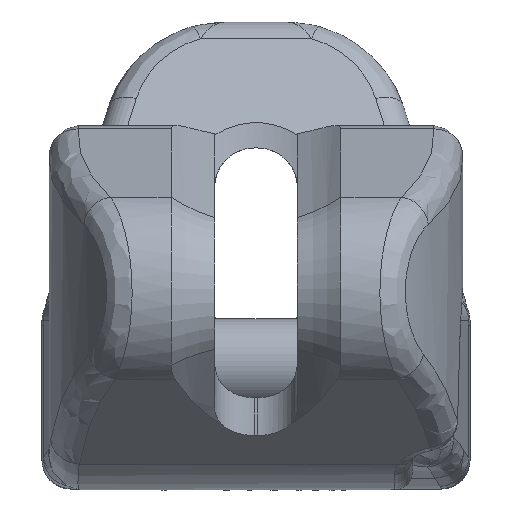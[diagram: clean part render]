
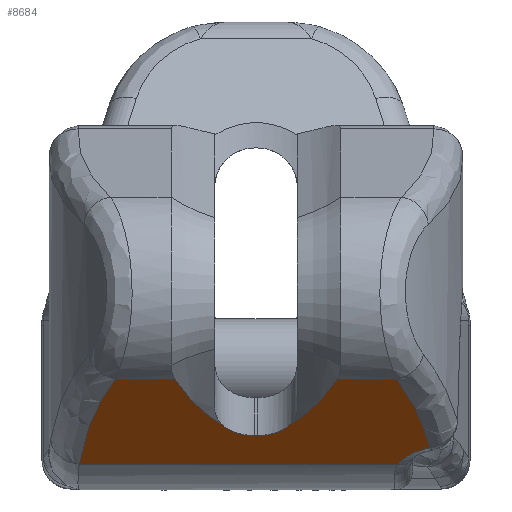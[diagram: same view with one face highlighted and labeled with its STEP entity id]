
A CAD part, front view. The second image highlights one B-rep face of the part: STEP entity #8684.
In plain terms, the highlighted planar face has unit normal (0, -0.5, -0.866).
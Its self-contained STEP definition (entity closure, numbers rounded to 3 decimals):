
#283=CARTESIAN_POINT('',(15.819,-56.444,-19.154));
#835=CARTESIAN_POINT('',(15.819,-56.444,-19.154));
#836=CARTESIAN_POINT('',(15.882,-56.591,-19.069));
#837=CARTESIAN_POINT('',(16.022,-56.877,-18.904));
#838=CARTESIAN_POINT('',(16.264,-57.276,-18.673));
#839=CARTESIAN_POINT('',(16.536,-57.649,-18.458));
#840=CARTESIAN_POINT('',(16.837,-57.996,-18.257));
#841=CARTESIAN_POINT('',(17.166,-58.318,-18.071));
#842=CARTESIAN_POINT('',(17.523,-58.617,-17.898));
#843=CARTESIAN_POINT('',(17.912,-58.892,-17.739));
#844=CARTESIAN_POINT('',(18.335,-59.143,-17.594));
#845=CARTESIAN_POINT('',(18.796,-59.369,-17.463));
#846=CARTESIAN_POINT('',(19.133,-59.5,-17.387));
#847=CARTESIAN_POINT('',(19.309,-59.56,-17.353));
#849=DIRECTION('',(-1.,0.,0.));
#850=VECTOR('',#849,35.462);
#851=CARTESIAN_POINT('',(15.819,-56.444,-19.154));
#852=LINE('',#851,#850);
#853=DIRECTION('',(-1.,0.,0.));
#854=VECTOR('',#853,6.663);
#855=CARTESIAN_POINT('',(-9.001,-72.805,
-9.697));
#856=LINE('',#855,#854);
#857=DIRECTION('',(1.,0.,0.));
#858=VECTOR('',#857,6.663);
#859=CARTESIAN_POINT('',(9.001,-72.805,-9.697));
#860=LINE('',#859,#858);
#861=CARTESIAN_POINT('',(15.664,-72.805,-9.697));
#862=CARTESIAN_POINT('',(16.26,-71.397,-10.511));
#863=CARTESIAN_POINT('',(17.324,-68.538,-12.163));
#864=CARTESIAN_POINT('',(18.547,-64.098,-14.73));
#865=CARTESIAN_POINT('',(19.098,-61.084,-16.472));
#866=CARTESIAN_POINT('',(19.309,-59.56,-17.353));
#868=CARTESIAN_POINT('',(-19.644,-56.444,
-19.154));
#869=CARTESIAN_POINT('',(-19.534,-57.857,
-18.337));
#870=CARTESIAN_POINT('',(-19.202,-60.663,
-16.715));
#871=CARTESIAN_POINT('',(-18.366,-64.818,
-14.314));
#872=CARTESIAN_POINT('',(-17.2,-68.883,
-11.964));
#873=CARTESIAN_POINT('',(-16.212,-71.51,
-10.445));
#874=CARTESIAN_POINT('',(-15.664,-72.805,
-9.697));
#1095=DIRECTION('',(-1.,0.,0.));
#1096=VECTOR('',#1095,0.4);
#1097=CARTESIAN_POINT('',(0.2,-61.954,-15.969));
#1098=LINE('',#1097,#1096);
#1155=CARTESIAN_POINT('',(3.892,-64.221,
-14.659));
#1164=CARTESIAN_POINT('',(3.892,-64.221,
-14.659));
#1165=CARTESIAN_POINT('',(3.498,-63.534,
-15.056));
#1166=CARTESIAN_POINT('',(2.74,-62.736,
-15.517));
#1167=CARTESIAN_POINT('',(1.427,-62.097,
-15.886));
#1168=CARTESIAN_POINT('',(0.643,-61.954,
-15.969));
#1169=CARTESIAN_POINT('',(0.2,-61.954,-15.969));
#1435=CARTESIAN_POINT('',(-3.892,-64.221,
-14.659));
#1436=CARTESIAN_POINT('',(-3.498,-63.534,
-15.056));
#1437=CARTESIAN_POINT('',(-2.74,-62.736,
-15.517));
#1438=CARTESIAN_POINT('',(-1.427,-62.097,
-15.886));
#1439=CARTESIAN_POINT('',(-0.643,-61.954,
-15.969));
#1440=CARTESIAN_POINT('',(-0.2,-61.954,-15.969));
#1442=CARTESIAN_POINT('',(-3.892,-64.221,
-14.659));
#1455=CARTESIAN_POINT('',(-9.001,-72.805,
-9.697));
#1456=CARTESIAN_POINT('',(-8.391,-71.25,
-10.595));
#1457=CARTESIAN_POINT('',(-7.372,-68.972,
-11.913));
#1458=CARTESIAN_POINT('',(-5.616,-66.137,
-13.551));
#1459=CARTESIAN_POINT('',(-4.535,-64.824,
-14.31));
#1460=CARTESIAN_POINT('',(-3.892,-64.221,
-14.659));
#1476=CARTESIAN_POINT('',(-9.001,-72.805,
-9.697));
#1478=CARTESIAN_POINT('',(-15.664,-72.805,
-9.697));
#2925=CARTESIAN_POINT('',(15.664,-72.805,
-9.697));
#2973=CARTESIAN_POINT('',(9.001,-72.805,
-9.697));
#2984=CARTESIAN_POINT('',(9.001,-72.805,
-9.697));
#2985=CARTESIAN_POINT('',(8.391,-71.25,
-10.595));
#2986=CARTESIAN_POINT('',(7.372,-68.972,
-11.913));
#2987=CARTESIAN_POINT('',(5.616,-66.137,
-13.551));
#2988=CARTESIAN_POINT('',(4.535,-64.824,
-14.31));
#2989=CARTESIAN_POINT('',(3.892,-64.221,
-14.659));
#5835=VERTEX_POINT('',#2973);
#5844=VERTEX_POINT('',#1155);
#5880=VERTEX_POINT('',#2925);
#5988=VERTEX_POINT('',#1476);
#5997=VERTEX_POINT('',#1442);
#6033=VERTEX_POINT('',#1478);
#6035=VERTEX_POINT('',#868);
#6065=CARTESIAN_POINT('',(0.2,-61.954,-15.969));
#6066=CARTESIAN_POINT('',(-0.2,-61.954,-15.969));
#6067=VERTEX_POINT('',#6065);
#6068=VERTEX_POINT('',#6066);
#6448=VERTEX_POINT('',#283);
#6450=VERTEX_POINT('',#847);
#8657=CARTESIAN_POINT('',(0.,-72.805,-9.697));
#8658=DIRECTION('',(0.,-0.5,-0.866));
#8659=DIRECTION('',(0.,0.866,-0.5));
#8660=AXIS2_PLACEMENT_3D('',#8657,#8658,#8659);
#8661=PLANE('',#8660);
#8662=ORIENTED_EDGE('',*,*,#8647,.F.);
#8663=ORIENTED_EDGE('',*,*,#8071,.T.);
#8665=ORIENTED_EDGE('',*,*,#8664,.T.);
#8667=ORIENTED_EDGE('',*,*,#8666,.F.);
#8669=ORIENTED_EDGE('',*,*,#8668,.T.);
#8671=ORIENTED_EDGE('',*,*,#8670,.T.);
#8673=ORIENTED_EDGE('',*,*,#8672,.F.);
#8675=ORIENTED_EDGE('',*,*,#8674,.F.);
#8677=ORIENTED_EDGE('',*,*,#8676,.F.);
#8679=ORIENTED_EDGE('',*,*,#8678,.T.);
#8681=ORIENTED_EDGE('',*,*,#8680,.T.);
#8682=EDGE_LOOP('',(#8662,#8663,#8665,#8667,#8669,#8671,#8673,#8675,#8677,#8679,
#8681));
#8683=FACE_OUTER_BOUND('',#8682,.F.);
#8684=ADVANCED_FACE('',(#8683),#8661,.T.);
#848=B_SPLINE_CURVE_WITH_KNOTS('',3,(#835,#836,#837,#838,#839,#840,#841,#842,
#843,#844,#845,#846,#847),.UNSPECIFIED.,.F.,.F.,(4,1,1,1,1,1,1,1,1,1,4),(0.,
0.1,0.2,0.3,0.4,0.5,0.6,0.7,0.8,0.9,1.),.UNSPECIFIED.);
#867=B_SPLINE_CURVE_WITH_KNOTS('',3,(#861,#862,#863,#864,#865,#866),
.UNSPECIFIED.,.F.,.F.,(4,1,1,4),(0.,0.333,0.667,1.),
.UNSPECIFIED.);
#875=B_SPLINE_CURVE_WITH_KNOTS('',3,(#868,#869,#870,#871,#872,#873,#874),
.UNSPECIFIED.,.F.,.F.,(4,1,1,1,4),(0.,0.25,0.5,0.75,1.),
.UNSPECIFIED.);
#1170=B_SPLINE_CURVE_WITH_KNOTS('',3,(#1164,#1165,#1166,#1167,#1168,#1169),
.UNSPECIFIED.,.F.,.F.,(4,1,1,4),(0.,0.5,0.75,1.),.UNSPECIFIED.);
#1441=B_SPLINE_CURVE_WITH_KNOTS('',3,(#1435,#1436,#1437,#1438,#1439,#1440),
.UNSPECIFIED.,.F.,.F.,(4,1,1,4),(0.,0.5,0.75,1.),.UNSPECIFIED.);
#1461=B_SPLINE_CURVE_WITH_KNOTS('',3,(#1455,#1456,#1457,#1458,#1459,#1460),
.UNSPECIFIED.,.F.,.F.,(4,1,1,4),(0.,0.5,0.75,1.),.UNSPECIFIED.);
#2990=B_SPLINE_CURVE_WITH_KNOTS('',3,(#2984,#2985,#2986,#2987,#2988,#2989),
.UNSPECIFIED.,.F.,.F.,(4,1,1,4),(0.,0.5,0.75,1.),.UNSPECIFIED.);
#8071=EDGE_CURVE('',#6448,#6035,#852,.T.);
#8647=EDGE_CURVE('',#6448,#6450,#848,.T.);
#8664=EDGE_CURVE('',#6035,#6033,#875,.T.);
#8666=EDGE_CURVE('',#5988,#6033,#856,.T.);
#8668=EDGE_CURVE('',#5988,#5997,#1461,.T.);
#8670=EDGE_CURVE('',#5997,#6068,#1441,.T.);
#8672=EDGE_CURVE('',#6067,#6068,#1098,.T.);
#8674=EDGE_CURVE('',#5844,#6067,#1170,.T.);
#8676=EDGE_CURVE('',#5835,#5844,#2990,.T.);
#8678=EDGE_CURVE('',#5835,#5880,#860,.T.);
#8680=EDGE_CURVE('',#5880,#6450,#867,.T.);
